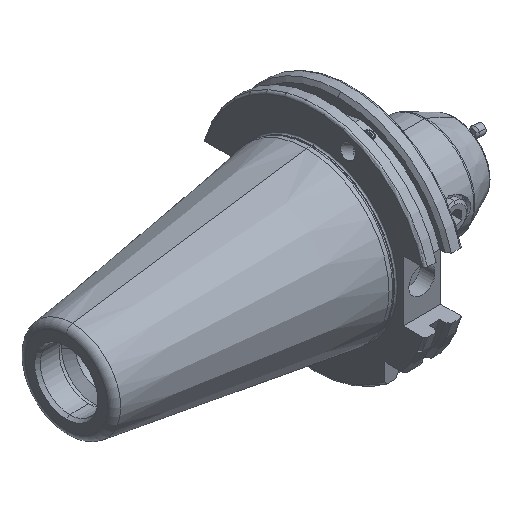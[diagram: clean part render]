
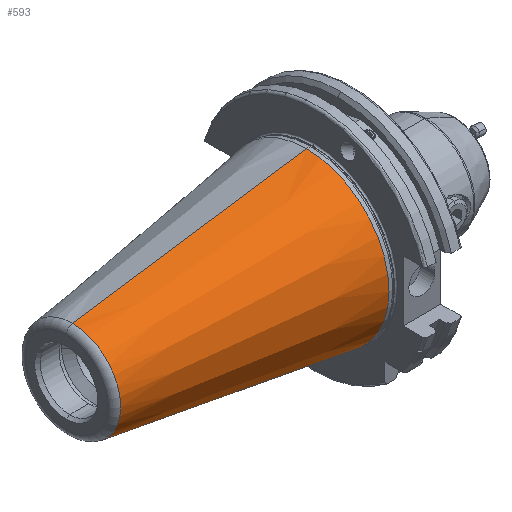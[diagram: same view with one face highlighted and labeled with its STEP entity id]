
A CAD part, isometric view. The second image highlights one B-rep face of the part: STEP entity #593.
In plain terms, the highlighted conical face has half-angle 8.297 degrees and reference radius 34.925 mm.
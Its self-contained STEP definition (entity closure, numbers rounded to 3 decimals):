
#103 = ORIENTED_EDGE ( 'NONE', *, *, #105, .F. ) ;
#105 = EDGE_CURVE ( 'NONE', #194, #515, #1972, .T. ) ;
#106 = ORIENTED_EDGE ( 'NONE', *, *, #596, .T. ) ;
#177 = EDGE_CURVE ( 'NONE', #195, #194, #2169, .T. ) ;
#190 = ORIENTED_EDGE ( 'NONE', *, *, #177, .F. ) ;
#193 = ORIENTED_EDGE ( 'NONE', *, *, #226, .T. ) ;
#194 = VERTEX_POINT ( 'NONE', #2192 ) ;
#195 = VERTEX_POINT ( 'NONE', #2191 ) ;
#226 = EDGE_CURVE ( 'NONE', #195, #513, #2242, .T. ) ;
#513 = VERTEX_POINT ( 'NONE', #2916 ) ;
#514 = EDGE_LOOP ( 'NONE', ( #190, #193, #106, #103 ) ) ;
#515 = VERTEX_POINT ( 'NONE', #2915 ) ;
#593 = ADVANCED_FACE ( 'NONE', ( #3099 ), #3098, .T. ) ;
#596 = EDGE_CURVE ( 'NONE', #513, #515, #3096, .T. ) ;
#1970 = VECTOR ( 'NONE', #2028, 1000. ) ;
#1971 = CARTESIAN_POINT ( 'NONE',  ( 0., 0., 34.925 ) ) ;
#1972 = LINE ( 'NONE', #1971, #1970 ) ;
#2028 = DIRECTION ( 'NONE',  ( 0.99, 0., 0.144 ) ) ;
#2165 = DIRECTION ( 'NONE',  ( 0., 0., -1. ) ) ;
#2166 = DIRECTION ( 'NONE',  ( -1., 0., 0. ) ) ;
#2167 = CARTESIAN_POINT ( 'NONE',  ( -99.183, 0., 0. ) ) ;
#2168 = AXIS2_PLACEMENT_3D ( 'NONE', #2167, #2166, #2165 ) ;
#2169 = CIRCLE ( 'NONE', #2168, 20.461 ) ;
#2191 = CARTESIAN_POINT ( 'NONE',  ( -99.183, 0., -20.461 ) ) ;
#2192 = CARTESIAN_POINT ( 'NONE',  ( -99.183, 0., 20.461 ) ) ;
#2239 = DIRECTION ( 'NONE',  ( 0.99, 0., -0.144 ) ) ;
#2240 = VECTOR ( 'NONE', #2239, 1000. ) ;
#2241 = CARTESIAN_POINT ( 'NONE',  ( 0., 0., -34.925 ) ) ;
#2242 = LINE ( 'NONE', #2241, #2240 ) ;
#2915 = CARTESIAN_POINT ( 'NONE',  ( 0., 0., 34.925 ) ) ;
#2916 = CARTESIAN_POINT ( 'NONE',  ( 0., 0., -34.925 ) ) ;
#3088 = DIRECTION ( 'NONE',  ( 0., 0., -1. ) ) ;
#3089 = DIRECTION ( 'NONE',  ( -1., 0., 0. ) ) ;
#3090 = CARTESIAN_POINT ( 'NONE',  ( 0., 0., 0. ) ) ;
#3091 = AXIS2_PLACEMENT_3D ( 'NONE', #3090, #3089, #3088 ) ;
#3093 = DIRECTION ( 'NONE',  ( 0., 0., 1. ) ) ;
#3094 = DIRECTION ( 'NONE',  ( 1., 0., 0. ) ) ;
#3095 = AXIS2_PLACEMENT_3D ( 'NONE', #3097, #3094, #3093 ) ;
#3096 = CIRCLE ( 'NONE', #3091, 34.925 ) ;
#3097 = CARTESIAN_POINT ( 'NONE',  ( 0., 0., 0. ) ) ;
#3098 = CONICAL_SURFACE ( 'NONE', #3095, 34.925, 0.145 ) ;
#3099 = FACE_OUTER_BOUND ( 'NONE', #514, .T. ) ;
